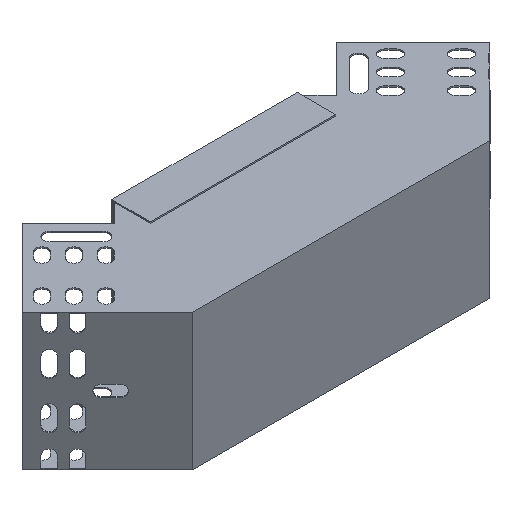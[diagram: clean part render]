
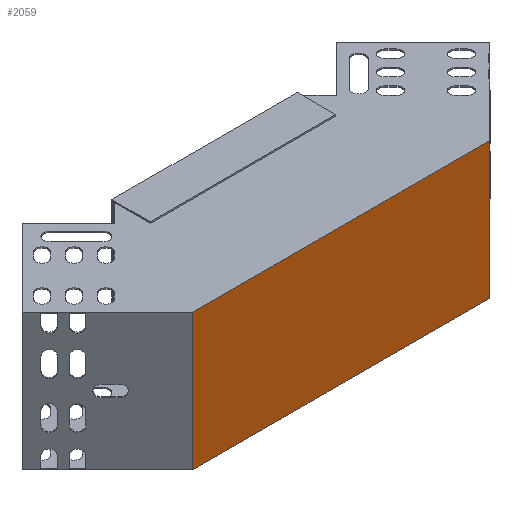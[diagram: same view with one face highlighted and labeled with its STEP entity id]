
A CAD part, isometric view. The second image highlights one B-rep face of the part: STEP entity #2059.
In plain terms, the highlighted planar face has unit normal (0, -1, 0).
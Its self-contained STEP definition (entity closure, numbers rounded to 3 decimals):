
#226 = DIRECTION ( 'NONE',  ( 0., 0., 1. ) ) ;
#267 = AXIS2_PLACEMENT_3D ( 'NONE', #4255, #3682, #226 ) ;
#442 = VERTEX_POINT ( 'NONE', #6498 ) ;
#657 = EDGE_CURVE ( 'NONE', #6622, #1196, #1521, .T. ) ;
#804 = ORIENTED_EDGE ( 'NONE', *, *, #2929, .F. ) ;
#975 = VERTEX_POINT ( 'NONE', #1180 ) ;
#1009 = EDGE_LOOP ( 'NONE', ( #1952, #7021, #804, #4709 ) ) ;
#1180 = CARTESIAN_POINT ( 'NONE',  ( -110.949, -23.927, 15.8 ) ) ;
#1196 = VERTEX_POINT ( 'NONE', #6026 ) ;
#1469 = EDGE_CURVE ( 'NONE', #6622, #975, #6154, .T. ) ;
#1521 = LINE ( 'NONE', #2587, #5980 ) ;
#1557 = VECTOR ( 'NONE', #5885, 1000. ) ;
#1777 = FACE_OUTER_BOUND ( 'NONE', #1009, .T. ) ;
#1817 = CARTESIAN_POINT ( 'NONE',  ( 66.713, -23.927, -65.612 ) ) ;
#1952 = ORIENTED_EDGE ( 'NONE', *, *, #657, .T. ) ;
#2059 = ADVANCED_FACE ( 'NONE', ( #1777 ), #3112, .F. ) ;
#2560 = DIRECTION ( 'NONE',  ( 0., 0., 1. ) ) ;
#2587 = CARTESIAN_POINT ( 'NONE',  ( -111.853, -23.927, -65.8 ) ) ;
#2929 = EDGE_CURVE ( 'NONE', #975, #442, #6938, .T. ) ;
#3091 = LINE ( 'NONE', #1817, #1557 ) ;
#3112 = PLANE ( 'NONE',  #267 ) ;
#3172 = DIRECTION ( 'NONE',  ( 1., 0., 0. ) ) ;
#3661 = VECTOR ( 'NONE', #3956, 1000. ) ;
#3682 = DIRECTION ( 'NONE',  ( 0., 1., 0. ) ) ;
#3956 = DIRECTION ( 'NONE',  ( 1., 0., 0. ) ) ;
#4255 = CARTESIAN_POINT ( 'NONE',  ( -110.618, -23.927, 15. ) ) ;
#4289 = CARTESIAN_POINT ( 'NONE',  ( -110.949, -23.927, -65.612 ) ) ;
#4600 = VECTOR ( 'NONE', #2560, 1000. ) ;
#4709 = ORIENTED_EDGE ( 'NONE', *, *, #1469, .F. ) ;
#5885 = DIRECTION ( 'NONE',  ( 0., 0., 1. ) ) ;
#5980 = VECTOR ( 'NONE', #3172, 1000. ) ;
#6026 = CARTESIAN_POINT ( 'NONE',  ( 66.713, -23.927, -65.8 ) ) ;
#6154 = LINE ( 'NONE', #4289, #4600 ) ;
#6180 = CARTESIAN_POINT ( 'NONE',  ( -110.949, -23.927, -65.8 ) ) ;
#6325 = CARTESIAN_POINT ( 'NONE',  ( -111.853, -23.927, 15.8 ) ) ;
#6498 = CARTESIAN_POINT ( 'NONE',  ( 66.713, -23.927, 15.8 ) ) ;
#6622 = VERTEX_POINT ( 'NONE', #6180 ) ;
#6757 = EDGE_CURVE ( 'NONE', #1196, #442, #3091, .T. ) ;
#6938 = LINE ( 'NONE', #6325, #3661 ) ;
#7021 = ORIENTED_EDGE ( 'NONE', *, *, #6757, .T. ) ;
